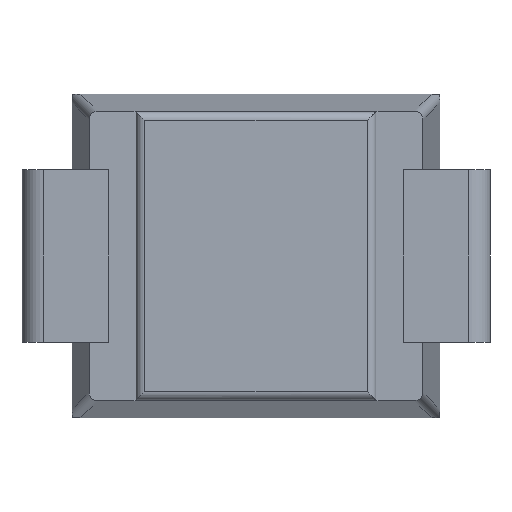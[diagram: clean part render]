
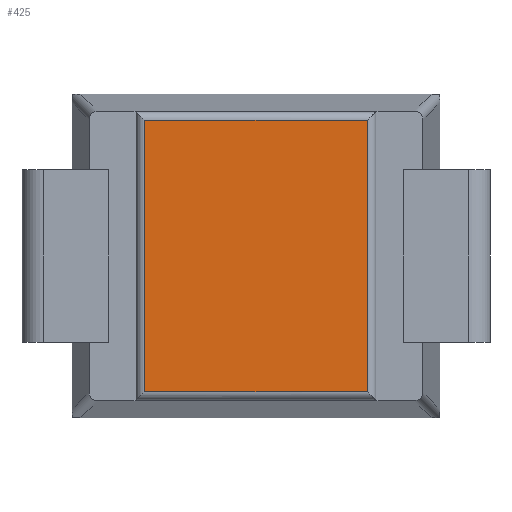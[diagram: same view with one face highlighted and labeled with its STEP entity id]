
A CAD part, front view. The second image highlights one B-rep face of the part: STEP entity #425.
In plain terms, the highlighted planar face has unit normal (0, -1, 0).
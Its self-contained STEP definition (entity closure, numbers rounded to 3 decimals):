
#386 = VERTEX_POINT ( 'NONE', #1690 ) ;
#387 = VERTEX_POINT ( 'NONE', #1687 ) ;
#399 = EDGE_LOOP ( 'NONE', ( #406, #427, #430, #435 ) ) ;
#404 = EDGE_CURVE ( 'NONE', #387, #426, #1738, .T. ) ;
#406 = ORIENTED_EDGE ( 'NONE', *, *, #404, .T. ) ;
#425 = ADVANCED_FACE ( 'NONE', ( #1717 ), #1730, .T. ) ;
#426 = VERTEX_POINT ( 'NONE', #1719 ) ;
#427 = ORIENTED_EDGE ( 'NONE', *, *, #428, .T. ) ;
#428 = EDGE_CURVE ( 'NONE', #426, #386, #1873, .T. ) ;
#429 = VERTEX_POINT ( 'NONE', #1870 ) ;
#430 = ORIENTED_EDGE ( 'NONE', *, *, #431, .T. ) ;
#431 = EDGE_CURVE ( 'NONE', #386, #429, #1866, .T. ) ;
#433 = EDGE_CURVE ( 'NONE', #429, #387, #1855, .T. ) ;
#435 = ORIENTED_EDGE ( 'NONE', *, *, #433, .T. ) ;
#1687 = CARTESIAN_POINT ( 'NONE',  ( -1.31, -1.028, 1.594 ) ) ;
#1690 = CARTESIAN_POINT ( 'NONE',  ( 1.31, -1.028, -1.594 ) ) ;
#1715 = CARTESIAN_POINT ( 'NONE',  ( 0., -1.028, 1.9 ) ) ;
#1717 = FACE_OUTER_BOUND ( 'NONE', #399, .T. ) ;
#1719 = CARTESIAN_POINT ( 'NONE',  ( -1.31, -1.028, -1.594 ) ) ;
#1724 = DIRECTION ( 'NONE',  ( 0., -1., 0. ) ) ;
#1730 = PLANE ( 'NONE',  #1739 ) ;
#1735 = DIRECTION ( 'NONE',  ( 0., 0., -1. ) ) ;
#1736 = VECTOR ( 'NONE', #1735, 1000. ) ;
#1737 = CARTESIAN_POINT ( 'NONE',  ( -1.31, -1.028, -1.678 ) ) ;
#1738 = LINE ( 'NONE', #1737, #1736 ) ;
#1739 = AXIS2_PLACEMENT_3D ( 'NONE', #1715, #1724, #1872 ) ;
#1851 = DIRECTION ( 'NONE',  ( -1., 0., 0. ) ) ;
#1852 = VECTOR ( 'NONE', #1851, 1000. ) ;
#1853 = CARTESIAN_POINT ( 'NONE',  ( 0., -1.028, 1.594 ) ) ;
#1855 = LINE ( 'NONE', #1853, #1852 ) ;
#1861 = DIRECTION ( 'NONE',  ( 0., 0., 1. ) ) ;
#1862 = VECTOR ( 'NONE', #1861, 1000. ) ;
#1865 = CARTESIAN_POINT ( 'NONE',  ( 1.31, -1.028, 1.9 ) ) ;
#1866 = LINE ( 'NONE', #1865, #1862 ) ;
#1867 = DIRECTION ( 'NONE',  ( 1., 0., 0. ) ) ;
#1868 = VECTOR ( 'NONE', #1867, 1000. ) ;
#1869 = CARTESIAN_POINT ( 'NONE',  ( 1.41, -1.028, -1.594 ) ) ;
#1870 = CARTESIAN_POINT ( 'NONE',  ( 1.31, -1.028, 1.594 ) ) ;
#1872 = DIRECTION ( 'NONE',  ( 0., 0., -1. ) ) ;
#1873 = LINE ( 'NONE', #1869, #1868 ) ;
